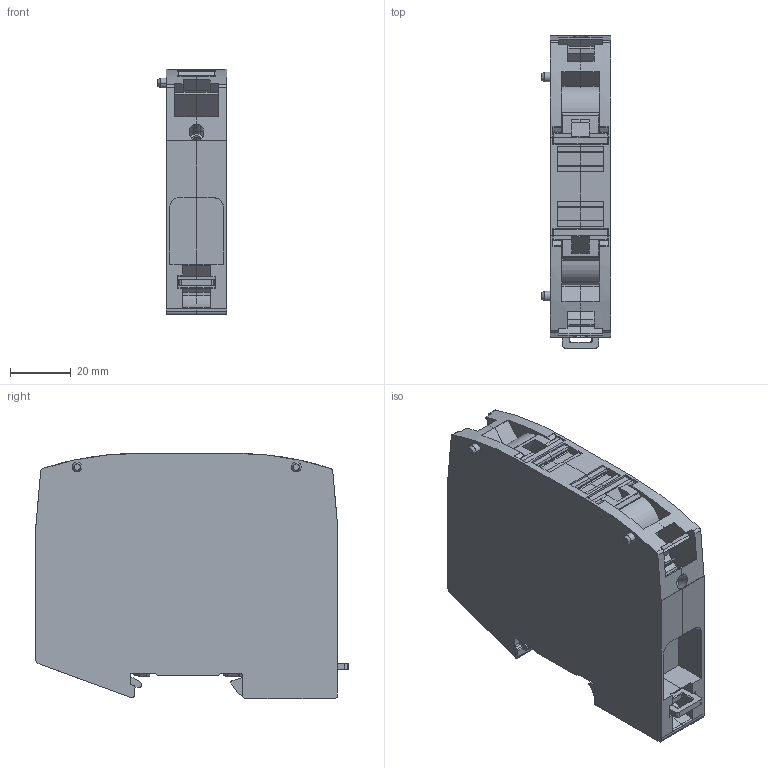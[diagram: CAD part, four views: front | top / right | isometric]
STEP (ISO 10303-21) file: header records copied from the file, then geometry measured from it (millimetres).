
FILE_DESCRIPTION(('CATIA V5 STEP Exchange','CAx-IF Rec.Pracs.--- Model Styling and Organization---1.4--- 2014-01-23'),'2;1');
FILE_NAME ('1103919-1_3', '2023-09-07T08:11:01+00:00', ('none'), ('Weidmueller'), 'CATIA Version 5-6 Release 2016 SP3 HF44', 'CATIA V5 STEP AP214', 'none');
FILE_SCHEMA(('AUTOMOTIVE_DESIGN { 1 0 10303 214 1 1 1 1 }'));
Length unit declared in the file: millimetre
Products named in the file (1): 2663280000
Bounding box: 23 x 102.92 x 80.9 mm (x, y, z)
Volume: 134522.8 mm3; surface area: 46417 mm2
Topology: 14 solids, 14 shells, 838 faces, 2392 edges, 1580 vertices
Faces by surface type: plane 468, cylinder 285, cone 26, extrusion 20, bspline 14, torus 13, sphere 12
Entity records: 28414 total; most frequent: CARTESIAN_POINT 7468, ORIENTED_EDGE 4760, DIRECTION 3579, EDGE_CURVE 2380, VECTOR 1596, VERTEX_POINT 1580, LINE 1576, AXIS2_PLACEMENT_3D 1244
